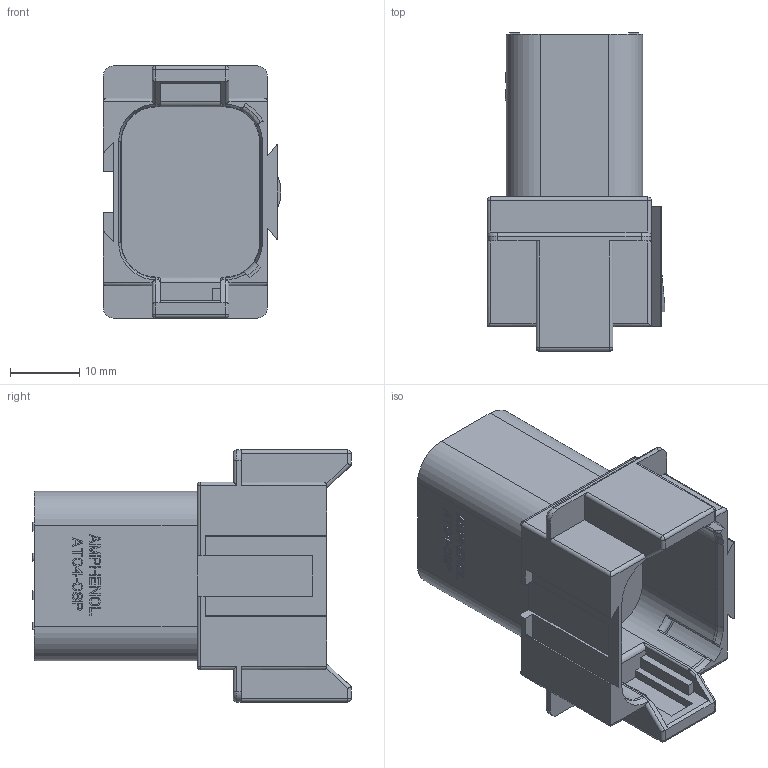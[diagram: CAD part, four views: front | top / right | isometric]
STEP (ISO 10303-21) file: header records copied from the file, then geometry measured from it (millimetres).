
FILE_DESCRIPTION((''),'2;1');
FILE_NAME('26-54223-08P-A','2016-04-19T',('Jony.xie'),(''),'PRO/ENGINEER BY PARAMETRIC TECHNOLOGY CORPORATION, 2013230','PRO/ENGINEER BY PARAMETRIC TECHNOLOGY CORPORATION, 2013230','');
FILE_SCHEMA(('CONFIG_CONTROL_DESIGN'));
Length unit declared in the file: millimetre
Products named in the file (1): 26-54223-08P-A
Bounding box: 25.63 x 45.9 x 36.36 mm (x, y, z)
Volume: 15951.3 mm3; surface area: 7824.1 mm2
Topology: 1 solids, 1 shells, 1225 faces, 3352 edges, 2204 vertices
Faces by surface type: plane 1070, cylinder 100, torus 28, bspline 12, sphere 8, cone 7
Entity records: 38929 total; most frequent: CARTESIAN_POINT 7812, ORIENTED_EDGE 6704, DIRECTION 5927, EDGE_CURVE 3352, VECTOR 3061, LINE 3061, VERTEX_POINT 2204, AXIS2_PLACEMENT_3D 1433
